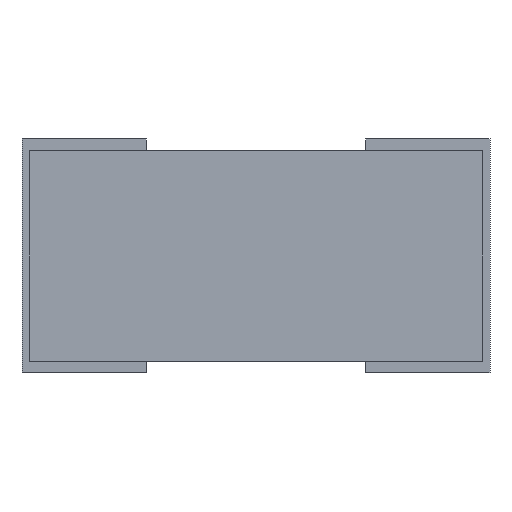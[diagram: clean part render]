
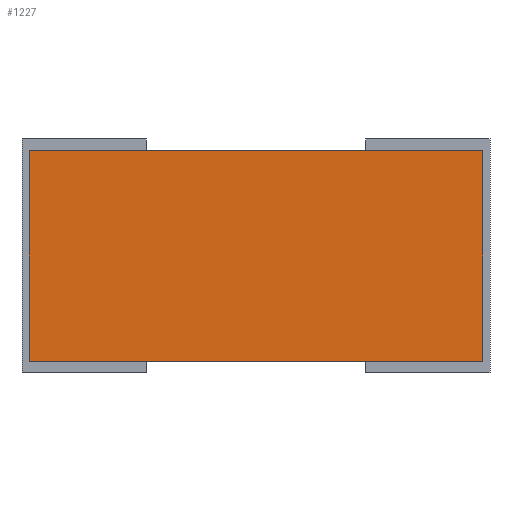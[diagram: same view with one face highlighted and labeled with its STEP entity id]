
A CAD part, front view. The second image highlights one B-rep face of the part: STEP entity #1227.
In plain terms, the highlighted planar face has unit normal (0, -1, 0).
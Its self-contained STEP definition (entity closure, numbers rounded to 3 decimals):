
#88 = VERTEX_POINT ( 'NONE', #1316 ) ;
#206 = CARTESIAN_POINT ( 'NONE',  ( -1.6, -1.25, 1.6 ) ) ;
#210 = FACE_OUTER_BOUND ( 'NONE', #973, .T. ) ;
#211 = PLANE ( 'NONE',  #1192 ) ;
#213 = DIRECTION ( 'NONE',  ( 0., 1., 0. ) ) ;
#214 = DIRECTION ( 'NONE',  ( 0., 0., 1. ) ) ;
#470 = LINE ( 'NONE', #471, #2502 ) ;
#471 = CARTESIAN_POINT ( 'NONE',  ( -0.75, -1.25, 1.52 ) ) ;
#472 = DIRECTION ( 'NONE',  ( 1., 0., 0. ) ) ;
#506 = LINE ( 'NONE', #507, #2480 ) ;
#507 = CARTESIAN_POINT ( 'NONE',  ( 0.75, -1.25, 0.08 ) ) ;
#508 = DIRECTION ( 'NONE',  ( -1., 0., 0. ) ) ;
#518 = LINE ( 'NONE', #519, #2474 ) ;
#519 = CARTESIAN_POINT ( 'NONE',  ( -1.55, -1.25, 1.6 ) ) ;
#520 = DIRECTION ( 'NONE',  ( 0., 0., 1. ) ) ;
#530 = LINE ( 'NONE', #564, #2472 ) ;
#564 = CARTESIAN_POINT ( 'NONE',  ( 1.55, -1.25, 1.6 ) ) ;
#565 = DIRECTION ( 'NONE',  ( 0., 0., -1. ) ) ;
#585 = CARTESIAN_POINT ( 'NONE',  ( -1.55, -1.25, 0.08 ) ) ;
#601 = CARTESIAN_POINT ( 'NONE',  ( 1.55, -1.25, 0.08 ) ) ;
#615 = CARTESIAN_POINT ( 'NONE',  ( 1.55, -1.25, 1.52 ) ) ;
#973 = EDGE_LOOP ( 'NONE', ( #1913, #1868, #1937, #1904 ) ) ;
#1192 = AXIS2_PLACEMENT_3D ( 'NONE', #206, #213, #214 ) ;
#1227 = ADVANCED_FACE ( 'NONE', ( #210 ), #211, .F. ) ;
#1316 = CARTESIAN_POINT ( 'NONE',  ( -1.55, -1.25, 1.52 ) ) ;
#1640 = EDGE_CURVE ( 'NONE', #88, #1882, #470, .T. ) ;
#1652 = EDGE_CURVE ( 'NONE', #1867, #1851, #506, .T. ) ;
#1656 = EDGE_CURVE ( 'NONE', #1851, #88, #518, .T. ) ;
#1831 = EDGE_CURVE ( 'NONE', #1882, #1867, #530, .T. ) ;
#1851 = VERTEX_POINT ( 'NONE', #585 ) ;
#1867 = VERTEX_POINT ( 'NONE', #601 ) ;
#1868 = ORIENTED_EDGE ( 'NONE', *, *, #1652, .F. ) ;
#1882 = VERTEX_POINT ( 'NONE', #615 ) ;
#1904 = ORIENTED_EDGE ( 'NONE', *, *, #1640, .F. ) ;
#1913 = ORIENTED_EDGE ( 'NONE', *, *, #1656, .F. ) ;
#1937 = ORIENTED_EDGE ( 'NONE', *, *, #1831, .F. ) ;
#2472 = VECTOR ( 'NONE', #565, 1000. ) ;
#2474 = VECTOR ( 'NONE', #520, 1000. ) ;
#2480 = VECTOR ( 'NONE', #508, 1000. ) ;
#2502 = VECTOR ( 'NONE', #472, 1000. ) ;
